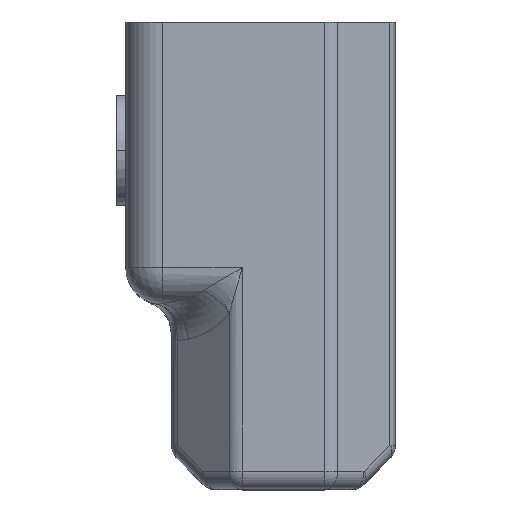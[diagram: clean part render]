
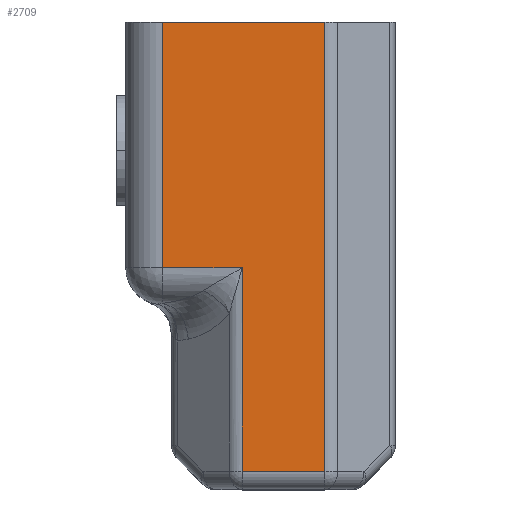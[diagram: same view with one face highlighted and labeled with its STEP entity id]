
A CAD part, top view. The second image highlights one B-rep face of the part: STEP entity #2709.
In plain terms, the highlighted planar face has unit normal (0, 0, 1).
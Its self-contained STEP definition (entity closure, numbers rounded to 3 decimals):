
#361=DIRECTION('',(1.,0.,0.));
#362=VECTOR('',#361,8.849);
#363=CARTESIAN_POINT('',(-6.6,-28.,12.6));
#364=LINE('',#363,#362);
#411=DIRECTION('',(-1.,0.,0.));
#412=VECTOR('',#411,4.351);
#413=CARTESIAN_POINT('',(-2.249,-41.4,12.6));
#414=LINE('',#413,#412);
#415=DIRECTION('',(0.,-1.,0.));
#416=VECTOR('',#415,13.4);
#417=CARTESIAN_POINT('',(-6.6,-28.,12.6));
#418=LINE('',#417,#416);
#419=DIRECTION('',(0.,-1.,0.));
#420=VECTOR('',#419,24.5);
#421=CARTESIAN_POINT('',(2.249,-28.,12.6));
#422=LINE('',#421,#420);
#423=DIRECTION('',(-1.,0.,0.));
#424=VECTOR('',#423,4.497);
#425=CARTESIAN_POINT('',(2.249,-52.5,12.6));
#426=LINE('',#425,#424);
#457=CARTESIAN_POINT('',(-2.249,-41.4,12.6));
#464=DIRECTION('',(0.,-1.,0.));
#465=VECTOR('',#464,11.1);
#466=CARTESIAN_POINT('',(-2.249,-41.4,12.6));
#467=LINE('',#466,#465);
#1843=CARTESIAN_POINT('',(2.249,-28.,12.6));
#1844=CARTESIAN_POINT('',(2.249,-52.5,12.6));
#1845=VERTEX_POINT('',#1843);
#1846=VERTEX_POINT('',#1844);
#1860=CARTESIAN_POINT('',(-6.6,-28.,12.6));
#1862=VERTEX_POINT('',#1860);
#1905=CARTESIAN_POINT('',(-2.249,-52.5,12.6));
#1906=VERTEX_POINT('',#1905);
#1973=CARTESIAN_POINT('',(-6.6,-41.4,12.6));
#1974=VERTEX_POINT('',#1973);
#2022=VERTEX_POINT('',#457);
#2692=CARTESIAN_POINT('',(2.663,-42.4,12.6));
#2693=DIRECTION('',(0.,0.,1.));
#2694=DIRECTION('',(-1.,0.,0.));
#2695=AXIS2_PLACEMENT_3D('',#2692,#2693,#2694);
#2696=PLANE('',#2695);
#2698=ORIENTED_EDGE('',*,*,#2697,.T.);
#2700=ORIENTED_EDGE('',*,*,#2699,.F.);
#2701=ORIENTED_EDGE('',*,*,#2650,.T.);
#2702=ORIENTED_EDGE('',*,*,#2682,.T.);
#2704=ORIENTED_EDGE('',*,*,#2703,.T.);
#2706=ORIENTED_EDGE('',*,*,#2705,.F.);
#2707=EDGE_LOOP('',(#2698,#2700,#2701,#2702,#2704,#2706));
#2708=FACE_OUTER_BOUND('',#2707,.F.);
#2709=ADVANCED_FACE('',(#2708),#2696,.T.);
#2650=EDGE_CURVE('',#1862,#1845,#364,.T.);
#2682=EDGE_CURVE('',#1845,#1846,#422,.T.);
#2697=EDGE_CURVE('',#2022,#1974,#414,.T.);
#2699=EDGE_CURVE('',#1862,#1974,#418,.T.);
#2703=EDGE_CURVE('',#1846,#1906,#426,.T.);
#2705=EDGE_CURVE('',#2022,#1906,#467,.T.);
